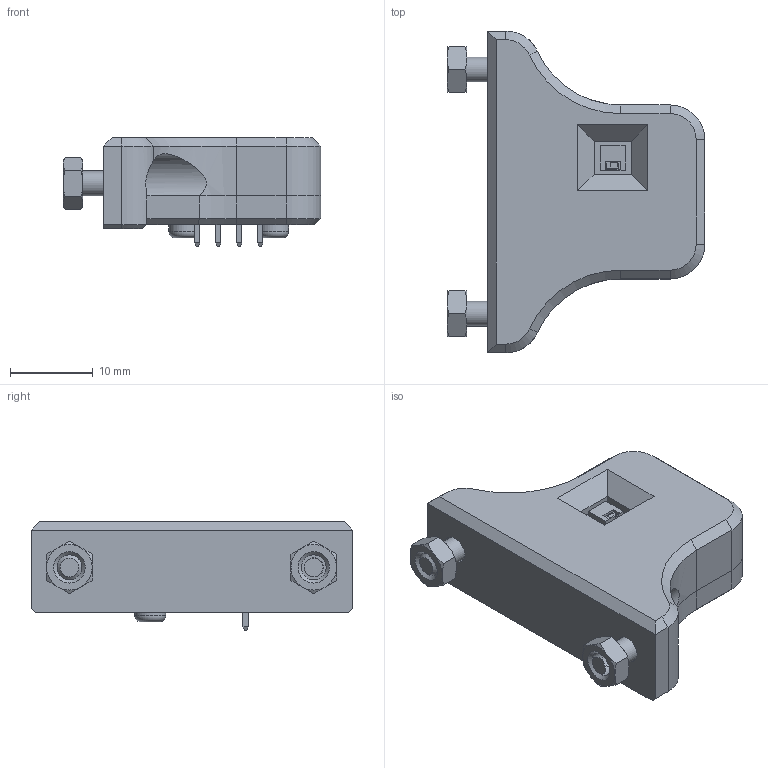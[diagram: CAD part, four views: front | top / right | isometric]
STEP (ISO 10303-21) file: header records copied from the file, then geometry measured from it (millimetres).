
FILE_DESCRIPTION(/* description */ (''),/* implementation_level */ '2;1');
FILE_NAME(/* name */ 'HTU21D-sensor-bracket-case.step',/* time_stamp */ '2021-01-22T20:32:41-05:00',/* author */ (''),/* organization */ (''),/* preprocessor_version */ 'ST-DEVELOPER v18.1',/* originating_system */ 'Autodesk Translation Framework v9.7.0.1280',/* authorisation */ '');
FILE_SCHEMA (('AUTOMOTIVE_DESIGN { 1 0 10303 214 3 1 1 }'));
Length unit declared in the file: millimetre
Products named in the file (15): HTU21D-sensor-bracket-case; M3x8 BHCS_92095A201; M3x8 BHCS_92095A201 (1); M2x10 self tapping screw for plastic (1); M2x10 self tapping screw for plastic; M3_Hex_Nut v1; M3_Hex_Nut v1 (1); HTU21D-board; c-smd-0603; PinHeader; HTU21D v2; r-smd-0603; HTU21D-Board_1; HTU21D-Mount (1); HTU21D-Cap-v1.1
Assembly tree (15 placements, depth 3):
  HTU21D-sensor-bracket-case
    M3x8 BHCS_92095A201
    M3x8 BHCS_92095A201 (1)
    M2x10 self tapping screw for plastic (1)
    M2x10 self tapping screw for plastic
    M3_Hex_Nut v1
    M3_Hex_Nut v1 (1)
    HTU21D-board
      r-smd-0603  x2
      c-smd-0603
      PinHeader
      HTU21D v2
      HTU21D-Board_1
    HTU21D-Mount (1)
    HTU21D-Cap-v1.1
Bounding box: 31.12 x 38.85 x 13.09 mm (x, y, z)
Volume: 5993.5 mm3; surface area: 6030 mm2
Topology: 18 solids, 18 shells, 1405 faces, 3725 edges, 2406 vertices
Faces by surface type: plane 1064, cylinder 154, bspline 105, cone 58, sphere 18, torus 6
Full cylindrical faces by diameter (mm): 1.2 x4, 1.28 x22, 1.8 x10, 2.1 x2, 2.2 x18, 3 x4, 3.1 x2, 3.3 x1, 3.4 x2, 3.75 x2, 5.7 x2, 7.15 x2
Entity records: 44369 total; most frequent: CARTESIAN_POINT 16334, ORIENTED_EDGE 5982, DIRECTION 5177, EDGE_CURVE 2991, LINE 2295, VECTOR 2295, VERTEX_POINT 1920, AXIS2_PLACEMENT_3D 1441
